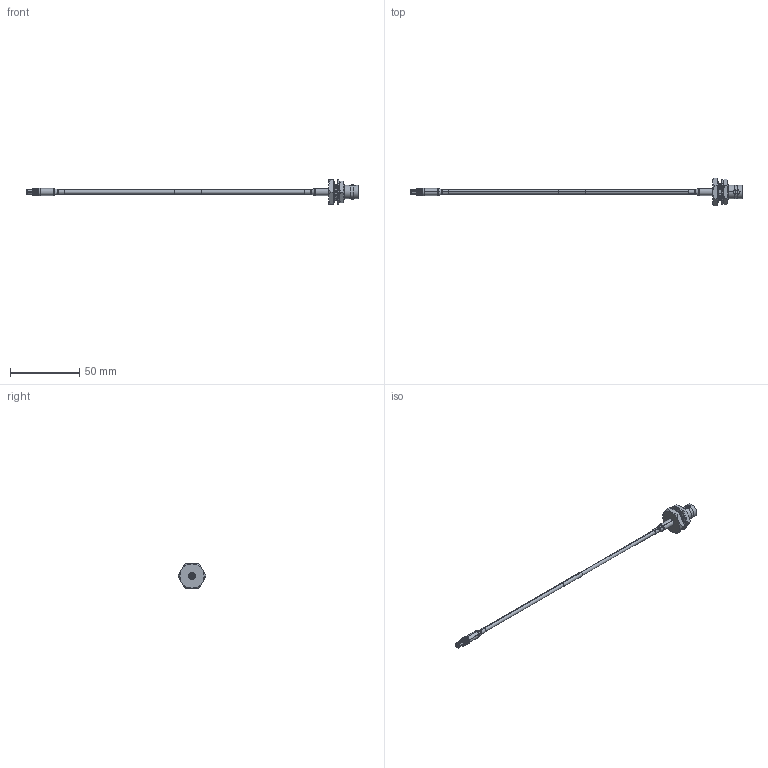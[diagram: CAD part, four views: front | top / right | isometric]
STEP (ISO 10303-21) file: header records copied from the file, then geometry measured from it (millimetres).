
FILE_DESCRIPTION (( 'STEP AP214' ), '1' );
FILE_NAME ('FMC0738316_3D.step', '2024-02-08T20:43:01', ( '' ), ( '' ), 'SwSTEP 2.0', 'SolidWorks 2022', '' );
FILE_SCHEMA (( 'AUTOMOTIVE_DESIGN' ));
Length unit declared in the file: inch
Products named in the file (5): SC6015; RG316-DS^FMC0738316_8 in Length; SC9413; FMC0738316_3D; CA-316-MA1_2_.75" LENGTH
Assembly tree (5 placements, depth 2):
  FMC0738316_3D
    RG316-DS^FMC0738316_8 in Length
    SC6015
    SC9413
    CA-316-MA1_2_.75" LENGTH  x2
Bounding box: 240.08 x 20.16 x 18.34 mm (x, y, z)
Volume: 4133.4 mm3; surface area: 6745.3 mm2
Topology: 10 solids, 10 shells, 474 faces, 1243 edges, 805 vertices
Faces by surface type: plane 158, cylinder 140, cone 77, bspline 72, torus 17, sphere 10
Entity records: 23741 total; most frequent: CARTESIAN_POINT 13335, ORIENTED_EDGE 2270, DIRECTION 1898, EDGE_CURVE 1135, VERTEX_POINT 749, AXIS2_PLACEMENT_3D 744, EDGE_LOOP 462, ADVANCED_FACE 428
